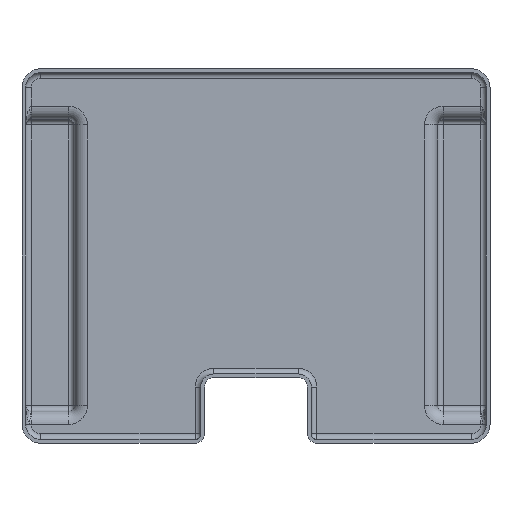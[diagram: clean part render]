
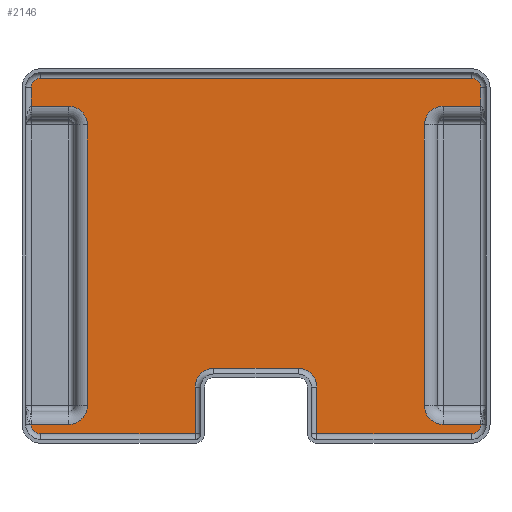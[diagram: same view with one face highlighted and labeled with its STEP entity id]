
A CAD part, front view. The second image highlights one B-rep face of the part: STEP entity #2146.
In plain terms, the highlighted planar face has unit normal (0, -1, 0).
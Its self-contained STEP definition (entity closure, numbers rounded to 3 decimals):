
#48=PLANE('',#2315);
#88=LINE('',#3481,#228);
#89=LINE('',#3490,#229);
#90=LINE('',#3494,#230);
#91=LINE('',#3498,#231);
#92=LINE('',#3500,#232);
#93=LINE('',#3504,#233);
#94=LINE('',#3508,#234);
#95=LINE('',#3510,#235);
#96=LINE('',#3514,#236);
#97=LINE('',#3516,#237);
#98=LINE('',#3520,#238);
#99=LINE('',#3524,#239);
#100=LINE('',#3526,#240);
#101=LINE('',#3530,#241);
#102=LINE('',#3532,#242);
#103=LINE('',#3535,#243);
#228=VECTOR('',#2621,10.);
#229=VECTOR('',#2632,10.);
#230=VECTOR('',#2635,10.);
#231=VECTOR('',#2638,10.);
#232=VECTOR('',#2639,10.);
#233=VECTOR('',#2642,7.);
#234=VECTOR('',#2645,10.);
#235=VECTOR('',#2646,10.);
#236=VECTOR('',#2649,10.);
#237=VECTOR('',#2650,10.);
#238=VECTOR('',#2653,10.);
#239=VECTOR('',#2656,10.);
#240=VECTOR('',#2657,10.);
#241=VECTOR('',#2660,10.);
#242=VECTOR('',#2661,10.);
#243=VECTOR('',#2664,10.);
#443=FACE_OUTER_BOUND('',#594,.T.);
#594=EDGE_LOOP('',(#1469,#1470,#1471,#1472,#1473,#1474,#1475,#1476,#1477,
#1478,#1479,#1480,#1481,#1482,#1483,#1484,#1485,#1486,#1487,#1488,#1489,
#1490,#1491,#1492,#1493,#1494));
#771=CIRCLE('',#2314,9.95);
#772=CIRCLE('',#2316,5.);
#773=CIRCLE('',#2317,5.);
#774=CIRCLE('',#2318,9.95);
#775=CIRCLE('',#2319,9.95);
#776=CIRCLE('',#2320,5.);
#777=CIRCLE('',#2321,10.);
#778=CIRCLE('',#2322,10.);
#779=CIRCLE('',#2323,5.);
#780=CIRCLE('',#2324,9.95);
#933=VERTEX_POINT('',#3463);
#935=VERTEX_POINT('',#3477);
#937=VERTEX_POINT('',#3483);
#939=VERTEX_POINT('',#3489);
#940=VERTEX_POINT('',#3491);
#941=VERTEX_POINT('',#3493);
#942=VERTEX_POINT('',#3495);
#943=VERTEX_POINT('',#3497);
#944=VERTEX_POINT('',#3499);
#945=VERTEX_POINT('',#3501);
#946=VERTEX_POINT('',#3503);
#947=VERTEX_POINT('',#3505);
#948=VERTEX_POINT('',#3507);
#949=VERTEX_POINT('',#3509);
#950=VERTEX_POINT('',#3511);
#951=VERTEX_POINT('',#3513);
#952=VERTEX_POINT('',#3515);
#953=VERTEX_POINT('',#3517);
#954=VERTEX_POINT('',#3519);
#955=VERTEX_POINT('',#3521);
#956=VERTEX_POINT('',#3523);
#957=VERTEX_POINT('',#3525);
#958=VERTEX_POINT('',#3527);
#959=VERTEX_POINT('',#3529);
#960=VERTEX_POINT('',#3531);
#961=VERTEX_POINT('',#3533);
#1126=EDGE_CURVE('',#933,#935,#88,.T.);
#1129=EDGE_CURVE('',#935,#937,#771,.T.);
#1130=EDGE_CURVE('',#933,#939,#89,.T.);
#1131=EDGE_CURVE('',#939,#940,#772,.T.);
#1132=EDGE_CURVE('',#940,#941,#90,.T.);
#1133=EDGE_CURVE('',#941,#942,#773,.T.);
#1134=EDGE_CURVE('',#942,#943,#91,.T.);
#1135=EDGE_CURVE('',#944,#943,#92,.T.);
#1136=EDGE_CURVE('',#945,#944,#774,.T.);
#1137=EDGE_CURVE('',#946,#945,#93,.T.);
#1138=EDGE_CURVE('',#947,#946,#775,.T.);
#1139=EDGE_CURVE('',#948,#947,#94,.T.);
#1140=EDGE_CURVE('',#948,#949,#95,.T.);
#1141=EDGE_CURVE('',#949,#950,#776,.T.);
#1142=EDGE_CURVE('',#950,#951,#96,.T.);
#1143=EDGE_CURVE('',#951,#952,#97,.T.);
#1144=EDGE_CURVE('',#952,#953,#777,.T.);
#1145=EDGE_CURVE('',#953,#954,#98,.T.);
#1146=EDGE_CURVE('',#954,#955,#778,.T.);
#1147=EDGE_CURVE('',#955,#956,#99,.T.);
#1148=EDGE_CURVE('',#956,#957,#100,.T.);
#1149=EDGE_CURVE('',#957,#958,#779,.T.);
#1150=EDGE_CURVE('',#958,#959,#101,.T.);
#1151=EDGE_CURVE('',#960,#959,#102,.T.);
#1152=EDGE_CURVE('',#961,#960,#780,.T.);
#1153=EDGE_CURVE('',#937,#961,#103,.T.);
#1469=ORIENTED_EDGE('',*,*,#1129,.F.);
#1470=ORIENTED_EDGE('',*,*,#1126,.F.);
#1471=ORIENTED_EDGE('',*,*,#1130,.T.);
#1472=ORIENTED_EDGE('',*,*,#1131,.T.);
#1473=ORIENTED_EDGE('',*,*,#1132,.T.);
#1474=ORIENTED_EDGE('',*,*,#1133,.T.);
#1475=ORIENTED_EDGE('',*,*,#1134,.T.);
#1476=ORIENTED_EDGE('',*,*,#1135,.F.);
#1477=ORIENTED_EDGE('',*,*,#1136,.F.);
#1478=ORIENTED_EDGE('',*,*,#1137,.F.);
#1479=ORIENTED_EDGE('',*,*,#1138,.F.);
#1480=ORIENTED_EDGE('',*,*,#1139,.F.);
#1481=ORIENTED_EDGE('',*,*,#1140,.T.);
#1482=ORIENTED_EDGE('',*,*,#1141,.T.);
#1483=ORIENTED_EDGE('',*,*,#1142,.T.);
#1484=ORIENTED_EDGE('',*,*,#1143,.T.);
#1485=ORIENTED_EDGE('',*,*,#1144,.T.);
#1486=ORIENTED_EDGE('',*,*,#1145,.T.);
#1487=ORIENTED_EDGE('',*,*,#1146,.T.);
#1488=ORIENTED_EDGE('',*,*,#1147,.T.);
#1489=ORIENTED_EDGE('',*,*,#1148,.T.);
#1490=ORIENTED_EDGE('',*,*,#1149,.T.);
#1491=ORIENTED_EDGE('',*,*,#1150,.T.);
#1492=ORIENTED_EDGE('',*,*,#1151,.F.);
#1493=ORIENTED_EDGE('',*,*,#1152,.F.);
#1494=ORIENTED_EDGE('',*,*,#1153,.F.);
#2146=ADVANCED_FACE('',(#443),#48,.F.);
#2314=AXIS2_PLACEMENT_3D('',#3487,#2628,#2629);
#2315=AXIS2_PLACEMENT_3D('',#3488,#2630,#2631);
#2316=AXIS2_PLACEMENT_3D('',#3492,#2633,#2634);
#2317=AXIS2_PLACEMENT_3D('',#3496,#2636,#2637);
#2318=AXIS2_PLACEMENT_3D('',#3502,#2640,#2641);
#2319=AXIS2_PLACEMENT_3D('',#3506,#2643,#2644);
#2320=AXIS2_PLACEMENT_3D('',#3512,#2647,#2648);
#2321=AXIS2_PLACEMENT_3D('',#3518,#2651,#2652);
#2322=AXIS2_PLACEMENT_3D('',#3522,#2654,#2655);
#2323=AXIS2_PLACEMENT_3D('',#3528,#2658,#2659);
#2324=AXIS2_PLACEMENT_3D('',#3534,#2662,#2663);
#2621=DIRECTION('',(-1.,0.,0.));
#2628=DIRECTION('center_axis',(0.,-1.,0.));
#2629=DIRECTION('ref_axis',(0.,0.,1.));
#2630=DIRECTION('center_axis',(0.,1.,0.));
#2631=DIRECTION('ref_axis',(-1.,0.,0.));
#2632=DIRECTION('',(0.,0.,1.));
#2633=DIRECTION('center_axis',(0.,-1.,0.));
#2634=DIRECTION('ref_axis',(0.707,0.,0.707));
#2635=DIRECTION('',(-1.,0.,0.));
#2636=DIRECTION('center_axis',(0.,-1.,0.));
#2637=DIRECTION('ref_axis',(-0.707,0.,0.707));
#2638=DIRECTION('',(0.,0.,-1.));
#2639=DIRECTION('',(-1.,0.,0.));
#2640=DIRECTION('center_axis',(0.,-1.,0.));
#2641=DIRECTION('ref_axis',(0.,0.,1.));
#2642=DIRECTION('',(0.,0.,1.));
#2643=DIRECTION('center_axis',(0.,-1.,0.));
#2644=DIRECTION('ref_axis',(0.,0.,-1.));
#2645=DIRECTION('',(1.,0.,0.));
#2646=DIRECTION('',(0.,0.,-1.));
#2647=DIRECTION('center_axis',(0.,-1.,0.));
#2648=DIRECTION('ref_axis',(-0.707,0.,-0.707));
#2649=DIRECTION('',(1.,0.,0.));
#2650=DIRECTION('',(0.,0.,1.));
#2651=DIRECTION('center_axis',(0.,1.,0.));
#2652=DIRECTION('ref_axis',(-0.707,0.,0.707));
#2653=DIRECTION('',(1.,0.,0.));
#2654=DIRECTION('center_axis',(0.,1.,0.));
#2655=DIRECTION('ref_axis',(0.707,0.,0.707));
#2656=DIRECTION('',(0.,0.,-1.));
#2657=DIRECTION('',(1.,0.,0.));
#2658=DIRECTION('center_axis',(0.,-1.,0.));
#2659=DIRECTION('ref_axis',(0.707,0.,-0.707));
#2660=DIRECTION('',(0.,0.,1.));
#2661=DIRECTION('',(1.,0.,0.));
#2662=DIRECTION('center_axis',(0.,-1.,0.));
#2663=DIRECTION('ref_axis',(0.,0.,-1.));
#2664=DIRECTION('',(0.,0.,-1.));
#3463=CARTESIAN_POINT('',(245.,14.,179.95));
#3477=CARTESIAN_POINT('',(224.95,14.,179.95));
#3481=CARTESIAN_POINT('',(241.5,14.,179.95));
#3483=CARTESIAN_POINT('',(215.,14.,170.));
#3487=CARTESIAN_POINT('Origin',(224.95,14.,170.));
#3488=CARTESIAN_POINT('Origin',(125.,14.,100.));
#3489=CARTESIAN_POINT('',(245.,14.,190.));
#3490=CARTESIAN_POINT('',(245.,14.,145.));
#3491=CARTESIAN_POINT('',(240.,14.,195.));
#3492=CARTESIAN_POINT('Origin',(240.,14.,190.));
#3493=CARTESIAN_POINT('',(10.,14.,195.));
#3494=CARTESIAN_POINT('',(67.5,14.,195.));
#3495=CARTESIAN_POINT('',(5.,14.,190.));
#3496=CARTESIAN_POINT('Origin',(10.,14.,190.));
#3497=CARTESIAN_POINT('',(5.,14.,179.95));
#3498=CARTESIAN_POINT('',(5.,14.,55.));
#3499=CARTESIAN_POINT('',(25.,14.,179.95));
#3500=CARTESIAN_POINT('',(21.5,14.,179.95));
#3501=CARTESIAN_POINT('',(34.95,14.,170.));
#3502=CARTESIAN_POINT('Origin',(25.,14.,170.));
#3503=CARTESIAN_POINT('',(34.95,14.,20.));
#3504=CARTESIAN_POINT('',(34.95,14.,56.));
#3505=CARTESIAN_POINT('',(25.,14.,10.05));
#3506=CARTESIAN_POINT('Origin',(25.,14.,20.));
#3507=CARTESIAN_POINT('',(5.,14.,10.05));
#3508=CARTESIAN_POINT('',(8.5,14.,10.05));
#3509=CARTESIAN_POINT('',(5.,14.,10.));
#3510=CARTESIAN_POINT('',(5.,14.,55.));
#3511=CARTESIAN_POINT('',(10.,14.,5.));
#3512=CARTESIAN_POINT('Origin',(10.,14.,10.));
#3513=CARTESIAN_POINT('',(92.5,14.,5.));
#3514=CARTESIAN_POINT('',(108.75,14.,5.));
#3515=CARTESIAN_POINT('',(92.5,14.,30.));
#3516=CARTESIAN_POINT('',(92.5,14.,65.));
#3517=CARTESIAN_POINT('',(102.5,14.,40.));
#3518=CARTESIAN_POINT('Origin',(102.5,14.,30.));
#3519=CARTESIAN_POINT('',(147.5,14.,40.));
#3520=CARTESIAN_POINT('',(136.25,14.,40.));
#3521=CARTESIAN_POINT('',(157.5,14.,30.));
#3522=CARTESIAN_POINT('Origin',(147.5,14.,30.));
#3523=CARTESIAN_POINT('',(157.5,14.,5.));
#3524=CARTESIAN_POINT('',(157.5,14.,52.5));
#3525=CARTESIAN_POINT('',(240.,14.,5.));
#3526=CARTESIAN_POINT('',(182.5,14.,5.));
#3527=CARTESIAN_POINT('',(245.,14.,10.));
#3528=CARTESIAN_POINT('Origin',(240.,14.,10.));
#3529=CARTESIAN_POINT('',(245.,14.,10.05));
#3530=CARTESIAN_POINT('',(245.,14.,145.));
#3531=CARTESIAN_POINT('',(224.95,14.,10.05));
#3532=CARTESIAN_POINT('',(228.5,14.,10.05));
#3533=CARTESIAN_POINT('',(215.,14.,20.));
#3534=CARTESIAN_POINT('Origin',(224.95,14.,20.));
#3535=CARTESIAN_POINT('',(215.,14.,136.5));
